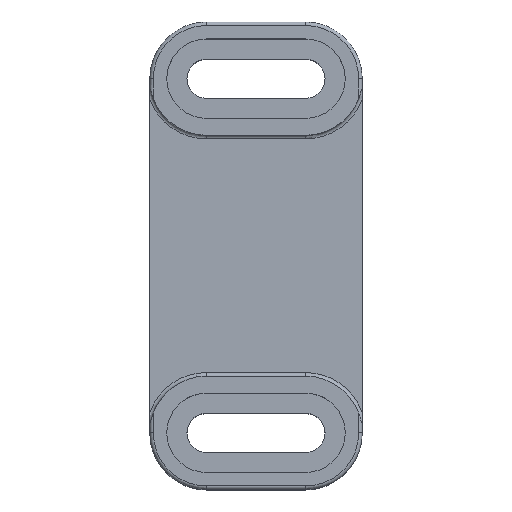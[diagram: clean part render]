
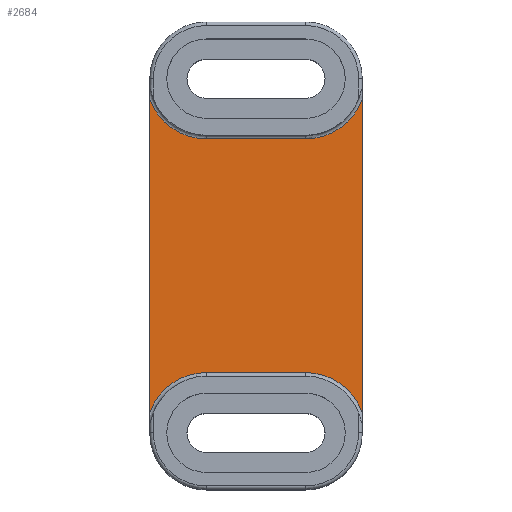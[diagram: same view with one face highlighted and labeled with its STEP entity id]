
A CAD part, top view. The second image highlights one B-rep face of the part: STEP entity #2684.
In plain terms, the highlighted planar face has unit normal (0, 0, 1).
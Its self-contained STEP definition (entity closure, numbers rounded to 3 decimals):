
#784=CARTESIAN_POINT('',(-15.,22.128,21.75));
#797=CARTESIAN_POINT('',(7.,25.,21.75));
#798=DIRECTION('',(0.,0.,1.));
#799=DIRECTION('',(0.,-1.,0.));
#800=AXIS2_PLACEMENT_3D('',#797,#798,#799);
#805=CARTESIAN_POINT('',(7.,-25.,21.75));
#806=DIRECTION('',(0.,0.,1.));
#807=DIRECTION('',(0.941,0.338,0.));
#808=AXIS2_PLACEMENT_3D('',#805,#806,#807);
#813=DIRECTION('',(-1.,0.,0.));
#814=VECTOR('',#813,14.);
#815=CARTESIAN_POINT('',(7.,-16.5,21.75));
#816=LINE('',#815,#814);
#820=CARTESIAN_POINT('',(-7.,-25.,21.75));
#821=DIRECTION('',(0.,0.,1.));
#822=DIRECTION('',(0.,1.,0.));
#823=AXIS2_PLACEMENT_3D('',#820,#821,#822);
#828=CARTESIAN_POINT('',(-7.,25.,21.75));
#829=DIRECTION('',(0.,0.,1.));
#830=DIRECTION('',(-0.941,-0.338,0.));
#831=AXIS2_PLACEMENT_3D('',#828,#829,#830);
#836=DIRECTION('',(1.,0.,0.));
#837=VECTOR('',#836,14.);
#838=CARTESIAN_POINT('',(-7.,16.5,21.75));
#839=LINE('',#838,#837);
#843=CARTESIAN_POINT('',(15.,22.128,21.75));
#951=DIRECTION('',(0.,1.,0.));
#952=VECTOR('',#951,44.255);
#953=CARTESIAN_POINT('',(15.,-22.128,21.75));
#954=LINE('',#953,#952);
#994=DIRECTION('',(0.,-1.,0.));
#995=VECTOR('',#994,44.255);
#996=CARTESIAN_POINT('',(-15.,22.128,21.75));
#997=LINE('',#996,#995);
#1131=CARTESIAN_POINT('',(15.,-22.128,21.75));
#1144=CARTESIAN_POINT('',(-15.,-22.128,21.75));
#1870=CARTESIAN_POINT('',(-7.,16.5,21.75));
#1871=CARTESIAN_POINT('',(7.,16.5,21.75));
#1872=VERTEX_POINT('',#1870);
#1873=VERTEX_POINT('',#1871);
#1882=CARTESIAN_POINT('',(7.,-16.5,21.75));
#1883=CARTESIAN_POINT('',(-7.,-16.5,21.75));
#1884=VERTEX_POINT('',#1882);
#1885=VERTEX_POINT('',#1883);
#1922=VERTEX_POINT('',#843);
#1925=VERTEX_POINT('',#784);
#1926=VERTEX_POINT('',#1144);
#1929=VERTEX_POINT('',#1131);
#2663=CARTESIAN_POINT('',(0.,0.,21.75));
#2664=DIRECTION('',(0.,0.,1.));
#2665=DIRECTION('',(1.,0.,0.));
#2666=AXIS2_PLACEMENT_3D('',#2663,#2664,#2665);
#2667=PLANE('',#2666);
#2669=ORIENTED_EDGE('',*,*,#2668,.T.);
#2671=ORIENTED_EDGE('',*,*,#2670,.F.);
#2673=ORIENTED_EDGE('',*,*,#2672,.T.);
#2675=ORIENTED_EDGE('',*,*,#2674,.T.);
#2677=ORIENTED_EDGE('',*,*,#2676,.T.);
#2679=ORIENTED_EDGE('',*,*,#2678,.F.);
#2680=ORIENTED_EDGE('',*,*,#2630,.T.);
#2681=ORIENTED_EDGE('',*,*,#2647,.T.);
#2682=EDGE_LOOP('',(#2669,#2671,#2673,#2675,#2677,#2679,#2680,#2681));
#2683=FACE_OUTER_BOUND('',#2682,.F.);
#2684=ADVANCED_FACE('',(#2683),#2667,.T.);
#801=CIRCLE('',#800,8.5);
#809=CIRCLE('',#808,8.5);
#824=CIRCLE('',#823,8.5);
#832=CIRCLE('',#831,8.5);
#2630=EDGE_CURVE('',#1925,#1872,#832,.T.);
#2647=EDGE_CURVE('',#1872,#1873,#839,.T.);
#2668=EDGE_CURVE('',#1873,#1922,#801,.T.);
#2670=EDGE_CURVE('',#1929,#1922,#954,.T.);
#2672=EDGE_CURVE('',#1929,#1884,#809,.T.);
#2674=EDGE_CURVE('',#1884,#1885,#816,.T.);
#2676=EDGE_CURVE('',#1885,#1926,#824,.T.);
#2678=EDGE_CURVE('',#1925,#1926,#997,.T.);
